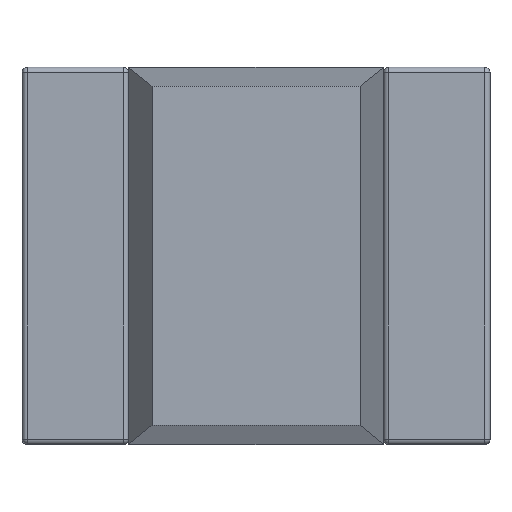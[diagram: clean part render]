
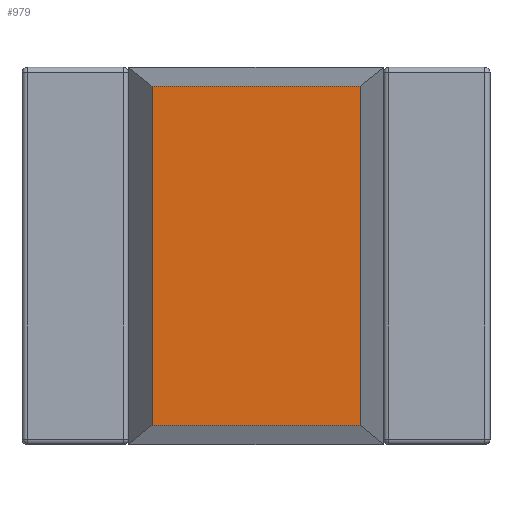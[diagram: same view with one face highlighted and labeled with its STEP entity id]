
A CAD part, top view. The second image highlights one B-rep face of the part: STEP entity #979.
In plain terms, the highlighted planar face has unit normal (0, 0, 1).
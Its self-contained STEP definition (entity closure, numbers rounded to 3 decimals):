
#45=PLANE('',#1116);
#117=LINE('',#1682,#201);
#118=LINE('',#1684,#202);
#119=LINE('',#1686,#203);
#120=LINE('',#1687,#204);
#201=VECTOR('',#1407,10.);
#202=VECTOR('',#1408,10.);
#203=VECTOR('',#1409,10.);
#204=VECTOR('',#1410,10.);
#307=FACE_OUTER_BOUND('',#377,.T.);
#377=EDGE_LOOP('',(#857,#858,#859,#860));
#493=VERTEX_POINT('',#1680);
#494=VERTEX_POINT('',#1681);
#495=VERTEX_POINT('',#1683);
#496=VERTEX_POINT('',#1685);
#617=EDGE_CURVE('',#493,#494,#117,.T.);
#618=EDGE_CURVE('',#495,#493,#118,.T.);
#619=EDGE_CURVE('',#496,#495,#119,.T.);
#620=EDGE_CURVE('',#494,#496,#120,.T.);
#857=ORIENTED_EDGE('',*,*,#617,.F.);
#858=ORIENTED_EDGE('',*,*,#618,.F.);
#859=ORIENTED_EDGE('',*,*,#619,.F.);
#860=ORIENTED_EDGE('',*,*,#620,.F.);
#979=ADVANCED_FACE('',(#307),#45,.T.);
#1116=AXIS2_PLACEMENT_3D('',#1679,#1405,#1406);
#1405=DIRECTION('center_axis',(0.,0.,
1.));
#1406=DIRECTION('ref_axis',(1.,0.,0.));
#1407=DIRECTION('',(0.,-1.,0.));
#1408=DIRECTION('',(1.,0.,0.));
#1409=DIRECTION('',(0.,1.,0.));
#1410=DIRECTION('',(-1.,0.,0.));
#1679=CARTESIAN_POINT('Origin',(0.,0.,1.9));
#1680=CARTESIAN_POINT('',(0.8,1.305,1.9));
#1681=CARTESIAN_POINT('',(0.8,-1.305,1.9));
#1682=CARTESIAN_POINT('',(0.8,1.305,1.9));
#1683=CARTESIAN_POINT('',(-0.8,1.305,1.9));
#1684=CARTESIAN_POINT('',(1.62,1.305,1.9));
#1685=CARTESIAN_POINT('',(-0.8,-1.305,1.9));
#1686=CARTESIAN_POINT('',(-0.8,1.305,1.9));
#1687=CARTESIAN_POINT('',(-1.62,-1.305,1.9));
